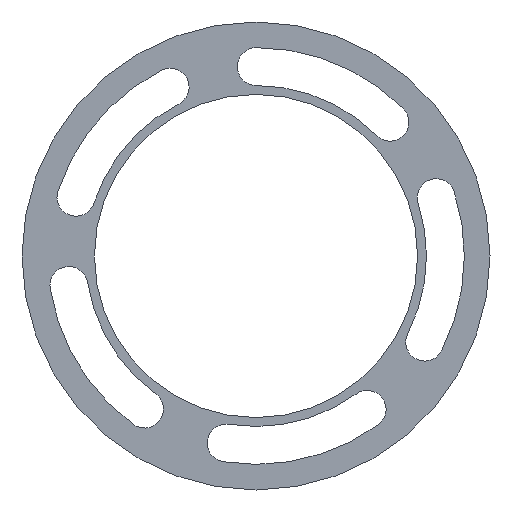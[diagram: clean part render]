
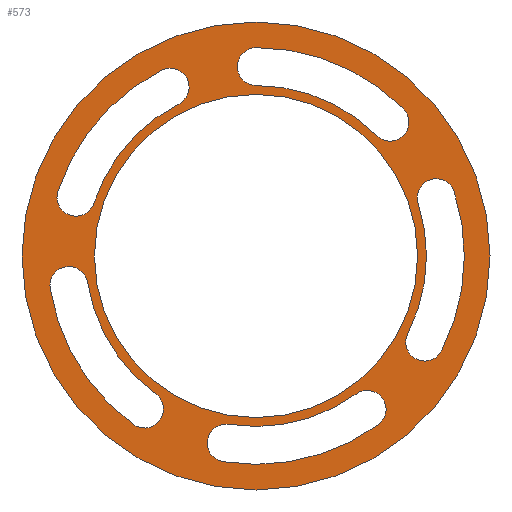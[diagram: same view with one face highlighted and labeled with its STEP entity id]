
A CAD part, front view. The second image highlights one B-rep face of the part: STEP entity #573.
In plain terms, the highlighted planar face has unit normal (0, -1, 0).
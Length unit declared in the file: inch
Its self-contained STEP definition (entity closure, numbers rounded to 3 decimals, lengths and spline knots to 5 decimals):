
#30=FACE_BOUND('',#173,.T.);
#31=FACE_BOUND('',#174,.T.);
#32=FACE_BOUND('',#175,.T.);
#33=FACE_BOUND('',#176,.T.);
#34=FACE_BOUND('',#177,.T.);
#35=FACE_BOUND('',#178,.T.);
#37=PLANE('',#676);
#132=FACE_OUTER_BOUND('',#172,.T.);
#172=EDGE_LOOP('',(#518));
#173=EDGE_LOOP('',(#519,#520,#521,#522));
#174=EDGE_LOOP('',(#523,#524,#525,#526));
#175=EDGE_LOOP('',(#527,#528,#529,#530));
#176=EDGE_LOOP('',(#531,#532,#533,#534));
#177=EDGE_LOOP('',(#535,#536,#537,#538));
#178=EDGE_LOOP('',(#539));
#191=CIRCLE('',#606,0.085);
#193=CIRCLE('',#609,0.935);
#195=CIRCLE('',#612,0.085);
#197=CIRCLE('',#615,0.765);
#199=CIRCLE('',#618,0.085);
#201=CIRCLE('',#621,0.935);
#203=CIRCLE('',#624,0.085);
#205=CIRCLE('',#627,0.765);
#207=CIRCLE('',#630,0.085);
#209=CIRCLE('',#633,0.935);
#211=CIRCLE('',#636,0.085);
#213=CIRCLE('',#639,0.765);
#215=CIRCLE('',#642,0.085);
#217=CIRCLE('',#645,0.935);
#219=CIRCLE('',#648,0.085);
#221=CIRCLE('',#651,0.765);
#223=CIRCLE('',#654,0.085);
#225=CIRCLE('',#657,0.935);
#227=CIRCLE('',#660,0.085);
#229=CIRCLE('',#663,0.765);
#232=CIRCLE('',#667,0.725);
#234=CIRCLE('',#670,1.05);
#250=VERTEX_POINT('',#913);
#251=VERTEX_POINT('',#914);
#254=VERTEX_POINT('',#922);
#256=VERTEX_POINT('',#928);
#258=VERTEX_POINT('',#937);
#259=VERTEX_POINT('',#938);
#262=VERTEX_POINT('',#946);
#264=VERTEX_POINT('',#952);
#266=VERTEX_POINT('',#961);
#267=VERTEX_POINT('',#962);
#270=VERTEX_POINT('',#970);
#272=VERTEX_POINT('',#976);
#274=VERTEX_POINT('',#985);
#275=VERTEX_POINT('',#986);
#278=VERTEX_POINT('',#994);
#280=VERTEX_POINT('',#1000);
#282=VERTEX_POINT('',#1009);
#283=VERTEX_POINT('',#1010);
#286=VERTEX_POINT('',#1018);
#288=VERTEX_POINT('',#1024);
#291=VERTEX_POINT('',#1035);
#293=VERTEX_POINT('',#1041);
#309=EDGE_CURVE('',#250,#251,#191,.T.);
#313=EDGE_CURVE('',#251,#254,#193,.T.);
#316=EDGE_CURVE('',#254,#256,#195,.T.);
#319=EDGE_CURVE('',#250,#256,#197,.T.);
#321=EDGE_CURVE('',#258,#259,#199,.T.);
#325=EDGE_CURVE('',#259,#262,#201,.T.);
#328=EDGE_CURVE('',#262,#264,#203,.T.);
#331=EDGE_CURVE('',#258,#264,#205,.T.);
#333=EDGE_CURVE('',#266,#267,#207,.T.);
#337=EDGE_CURVE('',#267,#270,#209,.T.);
#340=EDGE_CURVE('',#270,#272,#211,.T.);
#343=EDGE_CURVE('',#266,#272,#213,.T.);
#345=EDGE_CURVE('',#274,#275,#215,.T.);
#349=EDGE_CURVE('',#275,#278,#217,.T.);
#352=EDGE_CURVE('',#278,#280,#219,.T.);
#355=EDGE_CURVE('',#274,#280,#221,.T.);
#357=EDGE_CURVE('',#282,#283,#223,.T.);
#361=EDGE_CURVE('',#283,#286,#225,.T.);
#364=EDGE_CURVE('',#286,#288,#227,.T.);
#367=EDGE_CURVE('',#282,#288,#229,.T.);
#371=EDGE_CURVE('',#291,#291,#232,.T.);
#374=EDGE_CURVE('',#293,#293,#234,.T.);
#518=ORIENTED_EDGE('',*,*,#374,.F.);
#519=ORIENTED_EDGE('',*,*,#319,.F.);
#520=ORIENTED_EDGE('',*,*,#309,.T.);
#521=ORIENTED_EDGE('',*,*,#313,.T.);
#522=ORIENTED_EDGE('',*,*,#316,.T.);
#523=ORIENTED_EDGE('',*,*,#331,.F.);
#524=ORIENTED_EDGE('',*,*,#321,.T.);
#525=ORIENTED_EDGE('',*,*,#325,.T.);
#526=ORIENTED_EDGE('',*,*,#328,.T.);
#527=ORIENTED_EDGE('',*,*,#343,.F.);
#528=ORIENTED_EDGE('',*,*,#333,.T.);
#529=ORIENTED_EDGE('',*,*,#337,.T.);
#530=ORIENTED_EDGE('',*,*,#340,.T.);
#531=ORIENTED_EDGE('',*,*,#355,.F.);
#532=ORIENTED_EDGE('',*,*,#345,.T.);
#533=ORIENTED_EDGE('',*,*,#349,.T.);
#534=ORIENTED_EDGE('',*,*,#352,.T.);
#535=ORIENTED_EDGE('',*,*,#367,.F.);
#536=ORIENTED_EDGE('',*,*,#357,.T.);
#537=ORIENTED_EDGE('',*,*,#361,.T.);
#538=ORIENTED_EDGE('',*,*,#364,.T.);
#539=ORIENTED_EDGE('',*,*,#371,.T.);
#573=ADVANCED_FACE('',(#132,#30,#31,#32,#33,#34,#35),#37,.F.);
#606=AXIS2_PLACEMENT_3D('',#915,#716,#717);
#609=AXIS2_PLACEMENT_3D('',#923,#724,#725);
#612=AXIS2_PLACEMENT_3D('',#929,#731,#732);
#615=AXIS2_PLACEMENT_3D('',#934,#738,#739);
#618=AXIS2_PLACEMENT_3D('',#939,#744,#745);
#621=AXIS2_PLACEMENT_3D('',#947,#752,#753);
#624=AXIS2_PLACEMENT_3D('',#953,#759,#760);
#627=AXIS2_PLACEMENT_3D('',#958,#766,#767);
#630=AXIS2_PLACEMENT_3D('',#963,#772,#773);
#633=AXIS2_PLACEMENT_3D('',#971,#780,#781);
#636=AXIS2_PLACEMENT_3D('',#977,#787,#788);
#639=AXIS2_PLACEMENT_3D('',#982,#794,#795);
#642=AXIS2_PLACEMENT_3D('',#987,#800,#801);
#645=AXIS2_PLACEMENT_3D('',#995,#808,#809);
#648=AXIS2_PLACEMENT_3D('',#1001,#815,#816);
#651=AXIS2_PLACEMENT_3D('',#1006,#822,#823);
#654=AXIS2_PLACEMENT_3D('',#1011,#828,#829);
#657=AXIS2_PLACEMENT_3D('',#1019,#836,#837);
#660=AXIS2_PLACEMENT_3D('',#1025,#843,#844);
#663=AXIS2_PLACEMENT_3D('',#1030,#850,#851);
#667=AXIS2_PLACEMENT_3D('',#1037,#859,#860);
#670=AXIS2_PLACEMENT_3D('',#1043,#866,#867);
#676=AXIS2_PLACEMENT_3D('',#1052,#878,#879);
#716=DIRECTION('center_axis',(0.,1.,0.));
#717=DIRECTION('ref_axis',(0.951,0.,-0.31));
#724=DIRECTION('center_axis',(0.,1.,0.));
#725=DIRECTION('ref_axis',(-0.951,0.,0.31));
#731=DIRECTION('center_axis',(0.,1.,0.));
#732=DIRECTION('ref_axis',(-0.453,0.,0.891));
#738=DIRECTION('center_axis',(0.,1.,0.));
#739=DIRECTION('ref_axis',(-0.951,0.,0.31));
#744=DIRECTION('center_axis',(0.,1.,0.));
#745=DIRECTION('ref_axis',(0.589,0.,0.808));
#752=DIRECTION('center_axis',(0.,1.,0.));
#753=DIRECTION('ref_axis',(-0.589,0.,-0.808));
#759=DIRECTION('center_axis',(0.,1.,0.));
#760=DIRECTION('ref_axis',(-0.988,0.,-0.156));
#766=DIRECTION('center_axis',(0.,1.,0.));
#767=DIRECTION('ref_axis',(-0.589,0.,-0.808));
#772=DIRECTION('center_axis',(0.,1.,0.));
#773=DIRECTION('ref_axis',(-0.587,0.,0.81));
#780=DIRECTION('center_axis',(0.,1.,0.));
#781=DIRECTION('ref_axis',(0.587,0.,-0.81));
#787=DIRECTION('center_axis',(0.,1.,0.));
#788=DIRECTION('ref_axis',(-0.157,0.,-0.988));
#794=DIRECTION('center_axis',(0.,1.,0.));
#795=DIRECTION('ref_axis',(0.587,0.,-0.81));
#800=DIRECTION('center_axis',(0.,1.,0.));
#801=DIRECTION('ref_axis',(-0.951,0.,-0.308));
#808=DIRECTION('center_axis',(0.,1.,0.));
#809=DIRECTION('ref_axis',(0.951,0.,0.308));
#815=DIRECTION('center_axis',(0.,1.,0.));
#816=DIRECTION('ref_axis',(0.891,0.,-0.455));
#822=DIRECTION('center_axis',(0.,1.,0.));
#823=DIRECTION('ref_axis',(0.951,0.,0.308));
#828=DIRECTION('center_axis',(0.,1.,0.));
#829=DIRECTION('ref_axis',(-0.001,0.,-1.));
#836=DIRECTION('center_axis',(0.,1.,0.));
#837=DIRECTION('ref_axis',(0.001,0.,1.));
#843=DIRECTION('center_axis',(0.,1.,0.));
#844=DIRECTION('ref_axis',(0.708,0.,0.707));
#850=DIRECTION('center_axis',(0.,1.,0.));
#851=DIRECTION('ref_axis',(0.001,0.,1.));
#859=DIRECTION('center_axis',(0.,1.,0.));
#860=DIRECTION('ref_axis',(1.,0.,0.));
#866=DIRECTION('center_axis',(0.,1.,0.));
#867=DIRECTION('ref_axis',(1.,0.,0.));
#878=DIRECTION('center_axis',(0.,1.,0.));
#879=DIRECTION('ref_axis',(1.,0.,0.));
#913=CARTESIAN_POINT('',(-0.72727,0.,0.23729));
#914=CARTESIAN_POINT('',(-0.88888,0.,0.29002));
#915=CARTESIAN_POINT('Origin',(-0.80808,0.,0.26366));
#922=CARTESIAN_POINT('',(-0.42387,0.,0.8334));
#923=CARTESIAN_POINT('Origin',(0.,0.,0.));
#928=CARTESIAN_POINT('',(-0.3468,0.,0.68188));
#929=CARTESIAN_POINT('Origin',(-0.38534,0.,0.75764));
#934=CARTESIAN_POINT('Origin',(0.,0.,0.));
#937=CARTESIAN_POINT('',(-0.45042,0.,-0.61835));
#938=CARTESIAN_POINT('',(-0.55051,0.,-0.75576));
#939=CARTESIAN_POINT('Origin',(-0.50046,0.,-0.68705));
#946=CARTESIAN_POINT('',(-0.9236,0.,-0.14559));
#947=CARTESIAN_POINT('Origin',(0.,0.,0.));
#952=CARTESIAN_POINT('',(-0.75567,0.,-0.11912));
#953=CARTESIAN_POINT('Origin',(-0.83963,0.,-0.13235));
#958=CARTESIAN_POINT('Origin',(0.,0.,0.));
#961=CARTESIAN_POINT('',(0.44889,0.,-0.61945));
#962=CARTESIAN_POINT('',(0.54865,0.,-0.75711));
#963=CARTESIAN_POINT('Origin',(0.49877,0.,-0.68828));
#970=CARTESIAN_POINT('',(-0.14694,0.,-0.92338));
#971=CARTESIAN_POINT('Origin',(0.,0.,0.));
#976=CARTESIAN_POINT('',(-0.12023,0.,-0.75549));
#977=CARTESIAN_POINT('Origin',(-0.13359,0.,-0.83944));
#982=CARTESIAN_POINT('Origin',(0.,0.,0.));
#985=CARTESIAN_POINT('',(0.72785,0.,0.2355));
#986=CARTESIAN_POINT('',(0.88959,0.,0.28784));
#987=CARTESIAN_POINT('Origin',(0.80872,0.,0.26167));
#994=CARTESIAN_POINT('',(0.83278,0.,-0.42509));
#995=CARTESIAN_POINT('Origin',(0.,0.,0.));
#1000=CARTESIAN_POINT('',(0.68137,0.,-0.3478));
#1001=CARTESIAN_POINT('Origin',(0.75707,0.,-0.38645));
#1006=CARTESIAN_POINT('Origin',(0.,0.,0.));
#1009=CARTESIAN_POINT('',(0.00094,0.,0.765));
#1010=CARTESIAN_POINT('',(0.00115,0.,0.935));
#1011=CARTESIAN_POINT('Origin',(0.00105,0.,0.85));
#1018=CARTESIAN_POINT('',(0.66163,0.,0.66066));
#1019=CARTESIAN_POINT('Origin',(0.,0.,0.));
#1024=CARTESIAN_POINT('',(0.54133,0.,0.54054));
#1025=CARTESIAN_POINT('Origin',(0.60148,0.,0.6006));
#1030=CARTESIAN_POINT('Origin',(0.,0.,0.));
#1035=CARTESIAN_POINT('',(-0.725,0.,0.));
#1037=CARTESIAN_POINT('Origin',(0.,0.,0.));
#1041=CARTESIAN_POINT('',(-1.05,0.,0.));
#1043=CARTESIAN_POINT('Origin',(0.,0.,0.));
#1052=CARTESIAN_POINT('Origin',(0.,0.,0.));
